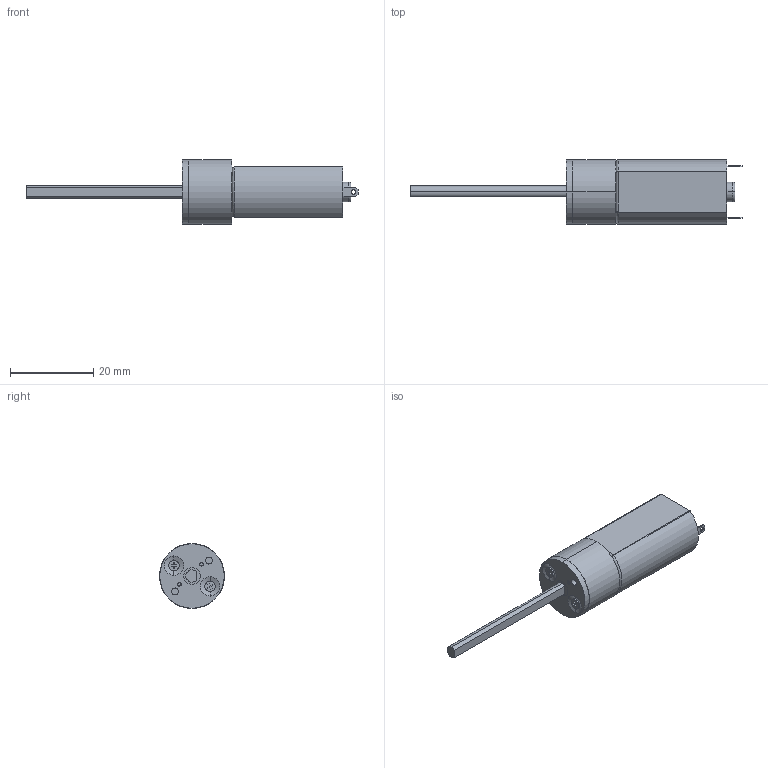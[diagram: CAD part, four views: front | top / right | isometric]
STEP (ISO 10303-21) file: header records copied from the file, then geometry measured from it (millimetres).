
FILE_DESCRIPTION (( 'STEP AP203' ), '1' );
FILE_NAME ('FingerTech Spark 16mm motor.STEP', '2010-02-06T18:57:14', ( 'EndUser' ), ( 'NC' ), 'SwSTEP 2.0', 'SolidWorks 2005037', '' );
FILE_SCHEMA (( 'CONFIG_CONTROL_DESIGN' ));
Length unit declared in the file: inch
Products named in the file (1): FingerTech Spark 16mm motor
Bounding box: 79.61 x 15.58 x 15.58 mm (x, y, z)
Volume: 5513.8 mm3; surface area: 3609.4 mm2
Topology: 6 solids, 6 shells, 169 faces, 390 edges, 248 vertices
Faces by surface type: plane 82, cylinder 65, torus 14, cone 4, bspline 4
Entity records: 5917 total; most frequent: CARTESIAN_POINT 1876, DIRECTION 866, ORIENTED_EDGE 772, EDGE_CURVE 386, AXIS2_PLACEMENT_3D 322, VERTEX_POINT 248, LINE 222, VECTOR 222
